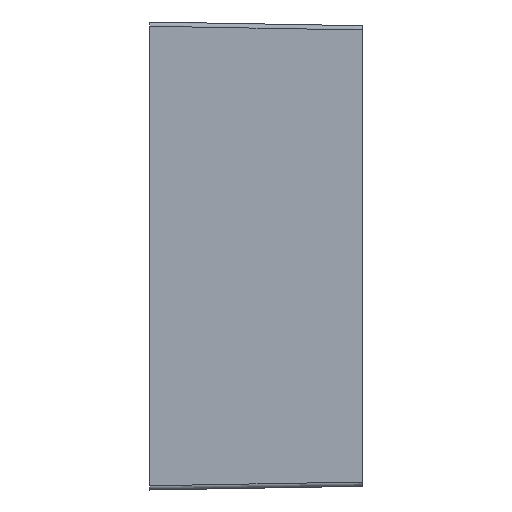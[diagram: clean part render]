
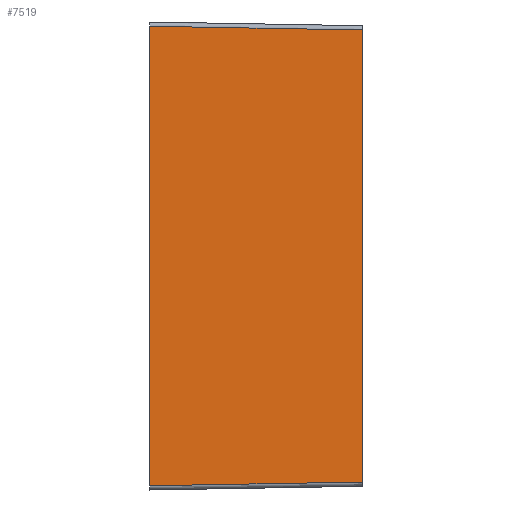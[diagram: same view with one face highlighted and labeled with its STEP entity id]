
A CAD part, left-side view. The second image highlights one B-rep face of the part: STEP entity #7519.
In plain terms, the highlighted planar face has unit normal (-1, -0.018, 0).
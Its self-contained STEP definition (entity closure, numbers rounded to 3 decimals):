
#641 = CARTESIAN_POINT ( 'NONE',  ( -425., 0., 110. ) ) ;
#928 = CARTESIAN_POINT ( 'NONE',  ( -424.934, -3.803, -107.934 ) ) ;
#1150 = CARTESIAN_POINT ( 'NONE',  ( -425., 0., 108. ) ) ;
#1877 = DIRECTION ( 'NONE',  ( 0., 0., 1. ) ) ;
#3238 = LINE ( 'NONE', #928, #11882 ) ;
#3257 = CARTESIAN_POINT ( 'NONE',  ( -423.254, -100., 110. ) ) ;
#3761 = VERTEX_POINT ( 'NONE', #4079 ) ;
#4079 = CARTESIAN_POINT ( 'NONE',  ( -423.254, -100., -106.255 ) ) ;
#4321 = EDGE_CURVE ( 'NONE', #7152, #3761, #7807, .T. ) ;
#4743 = DIRECTION ( 'NONE',  ( -0.017, 1., 0.017 ) ) ;
#4891 = VECTOR ( 'NONE', #4743, 1000. ) ;
#5184 = DIRECTION ( 'NONE',  ( -1., -0.017, 0. ) ) ;
#5254 = CARTESIAN_POINT ( 'NONE',  ( -425., 0., 110. ) ) ;
#5400 = ORIENTED_EDGE ( 'NONE', *, *, #4321, .F. ) ;
#5591 = EDGE_LOOP ( 'NONE', ( #5400, #12636, #13039, #9680 ) ) ;
#6511 = AXIS2_PLACEMENT_3D ( 'NONE', #5254, #5184, #9611 ) ;
#6862 = DIRECTION ( 'NONE',  ( 0., 0., -1. ) ) ;
#7152 = VERTEX_POINT ( 'NONE', #12565 ) ;
#7222 = PLANE ( 'NONE',  #6511 ) ;
#7519 = ADVANCED_FACE ( 'NONE', ( #12747 ), #7222, .T. ) ;
#7720 = VERTEX_POINT ( 'NONE', #1150 ) ;
#7807 = LINE ( 'NONE', #3257, #11066 ) ;
#7969 = EDGE_CURVE ( 'NONE', #7152, #7720, #12303, .T. ) ;
#8213 = VECTOR ( 'NONE', #1877, 1000. ) ;
#8596 = DIRECTION ( 'NONE',  ( 0.017, -1., 0.017 ) ) ;
#8715 = CARTESIAN_POINT ( 'NONE',  ( -425., 0., -108. ) ) ;
#8959 = CARTESIAN_POINT ( 'NONE',  ( -425.001, 0.035, 108.001 ) ) ;
#9392 = LINE ( 'NONE', #641, #8213 ) ;
#9611 = DIRECTION ( 'NONE',  ( 0.017, -1., 0. ) ) ;
#9680 = ORIENTED_EDGE ( 'NONE', *, *, #13810, .T. ) ;
#11066 = VECTOR ( 'NONE', #6862, 1000. ) ;
#11859 = EDGE_CURVE ( 'NONE', #13252, #7720, #9392, .T. ) ;
#11882 = VECTOR ( 'NONE', #8596, 1000. ) ;
#12303 = LINE ( 'NONE', #8959, #4891 ) ;
#12565 = CARTESIAN_POINT ( 'NONE',  ( -423.254, -100., 106.255 ) ) ;
#12636 = ORIENTED_EDGE ( 'NONE', *, *, #7969, .T. ) ;
#12747 = FACE_OUTER_BOUND ( 'NONE', #5591, .T. ) ;
#13039 = ORIENTED_EDGE ( 'NONE', *, *, #11859, .F. ) ;
#13252 = VERTEX_POINT ( 'NONE', #8715 ) ;
#13810 = EDGE_CURVE ( 'NONE', #13252, #3761, #3238, .T. ) ;
